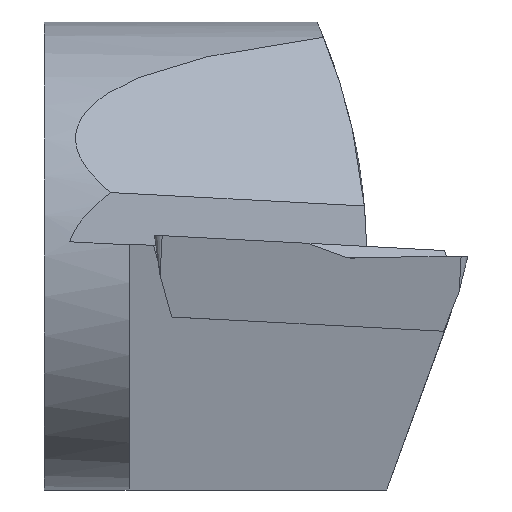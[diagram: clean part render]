
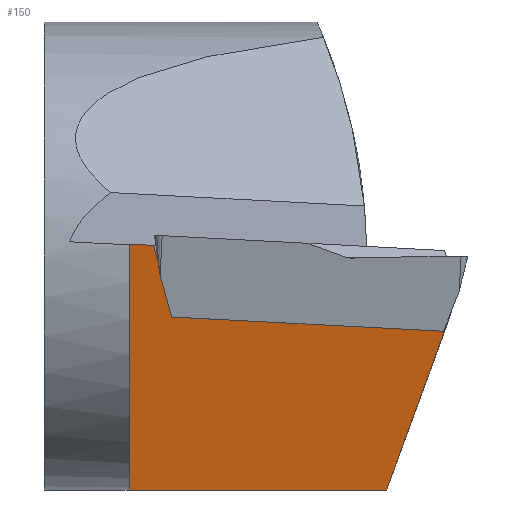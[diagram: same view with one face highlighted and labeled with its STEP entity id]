
A CAD part, left-side view. The second image highlights one B-rep face of the part: STEP entity #150.
In plain terms, the highlighted planar face has unit normal (-0.982, 0.01, -0.188).
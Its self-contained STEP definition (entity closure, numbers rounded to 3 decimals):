
#103=PLANE('',#609);
#125=FACE_OUTER_BOUND('',#308,.T.);
#150=ADVANCED_FACE('',(#125),#103,.T.);
#189=LINE('',#879,#240);
#190=LINE('',#882,#241);
#191=LINE('',#884,#242);
#192=LINE('',#886,#243);
#193=LINE('',#888,#244);
#194=LINE('',#890,#245);
#195=LINE('',#892,#246);
#196=LINE('',#894,#247);
#240=VECTOR('',#670,1.);
#241=VECTOR('',#671,1.);
#242=VECTOR('',#672,1.);
#243=VECTOR('',#673,1.);
#244=VECTOR('',#674,1.);
#245=VECTOR('',#675,1.);
#246=VECTOR('',#676,1.);
#247=VECTOR('',#677,1.);
#308=EDGE_LOOP('',(#353,#354,#355,#356,#357,#358,#359,#360));
#353=ORIENTED_EDGE('',*,*,#533,.T.);
#354=ORIENTED_EDGE('',*,*,#534,.T.);
#355=ORIENTED_EDGE('',*,*,#535,.T.);
#356=ORIENTED_EDGE('',*,*,#536,.T.);
#357=ORIENTED_EDGE('',*,*,#537,.T.);
#358=ORIENTED_EDGE('',*,*,#538,.T.);
#359=ORIENTED_EDGE('',*,*,#539,.F.);
#360=ORIENTED_EDGE('',*,*,#540,.T.);
#484=VERTEX_POINT('',#880);
#485=VERTEX_POINT('',#881);
#486=VERTEX_POINT('',#883);
#487=VERTEX_POINT('',#885);
#488=VERTEX_POINT('',#887);
#489=VERTEX_POINT('',#889);
#490=VERTEX_POINT('',#891);
#491=VERTEX_POINT('',#893);
#533=EDGE_CURVE('',#484,#485,#189,.T.);
#534=EDGE_CURVE('',#485,#486,#190,.T.);
#535=EDGE_CURVE('',#486,#487,#191,.T.);
#536=EDGE_CURVE('',#487,#488,#192,.T.);
#537=EDGE_CURVE('',#488,#489,#193,.T.);
#538=EDGE_CURVE('',#489,#490,#194,.T.);
#539=EDGE_CURVE('',#491,#490,#195,.T.);
#540=EDGE_CURVE('',#491,#484,#196,.T.);
#609=AXIS2_PLACEMENT_3D('',#895,#678,#679);
#670=DIRECTION('',(-0.01,-1.,0.));
#671=DIRECTION('',(-0.18,-0.336,0.924));
#672=DIRECTION('',(-0.188,0.,0.982));
#673=DIRECTION('',(0.179,0.362,-0.915));
#674=DIRECTION('',(0.,0.999,0.052));
#675=DIRECTION('',(-0.179,0.265,0.948));
#676=DIRECTION('',(0.,-0.999,-0.052));
#677=DIRECTION('',(0.188,0.,-0.982));
#678=DIRECTION('',(-0.982,0.01,-0.188));
#679=DIRECTION('',(-0.188,0.,0.982));
#879=CARTESIAN_POINT('',(1.41,-12.024,-6.9));
#880=CARTESIAN_POINT('',(1.506,-2.5,-6.9));
#881=CARTESIAN_POINT('',(1.429,-10.1,-6.9));
#882=CARTESIAN_POINT('',(1.62,-9.744,-7.877));
#883=CARTESIAN_POINT('',(0.412,-12.,-1.68));
#884=CARTESIAN_POINT('',(-1.297,-12.,7.252));
#885=CARTESIAN_POINT('',(0.375,-12.,-1.489));
#886=CARTESIAN_POINT('',(0.896,-10.944,-4.157));
#887=CARTESIAN_POINT('',(0.517,-11.713,-2.215));
#888=CARTESIAN_POINT('',(0.518,0.084,-1.598));
#889=CARTESIAN_POINT('',(0.518,-3.814,-1.802));
#890=CARTESIAN_POINT('',(0.016,-3.07,0.86));
#891=CARTESIAN_POINT('',(0.119,-3.223,0.313));
#892=CARTESIAN_POINT('',(0.119,-0.025,0.48));
#893=CARTESIAN_POINT('',(0.119,-2.5,0.351));
#894=CARTESIAN_POINT('',(-0.94,-2.5,5.886));
#895=CARTESIAN_POINT('',(0.204,-0.002,0.039));
